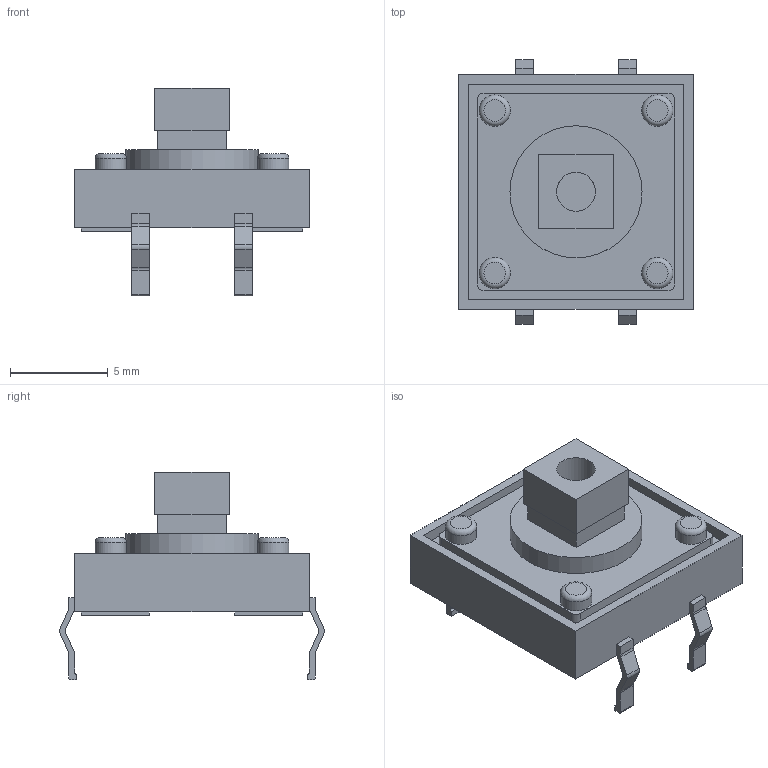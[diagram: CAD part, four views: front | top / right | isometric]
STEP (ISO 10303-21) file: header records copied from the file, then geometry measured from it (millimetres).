
FILE_DESCRIPTION(/* description */ (''),/* implementation_level */ '2;1');
FILE_NAME(/* name */ 'tactil_btn_sq v4.step',/* time_stamp */ '2019-06-06T17:41:26+02:00',/* author */ (''),/* organization */ (''),/* preprocessor_version */ 'ST-DEVELOPER v18',/* originating_system */ 'Autodesk Translation Framework v8.2.0.1029',/* authorisation */ '');
FILE_SCHEMA (('AUTOMOTIVE_DESIGN { 1 0 10303 214 3 1 1 }'));
Length unit declared in the file: millimetre
Products named in the file (1): tactil_btn_sq
Bounding box: 12 x 13.54 x 10.63 mm (x, y, z)
Volume: 506.6 mm3; surface area: 797.9 mm2
Topology: 6 solids, 6 shells, 164 faces, 421 edges, 282 vertices
Faces by surface type: plane 113, cylinder 47, torus 4
Full cylindrical faces by diameter (mm): 1.6 x8, 2 x1, 6.75 x2
Entity records: 5049 total; most frequent: CARTESIAN_POINT 868, DIRECTION 861, ORIENTED_EDGE 842, EDGE_CURVE 421, LINE 311, VECTOR 311, VERTEX_POINT 282, AXIS2_PLACEMENT_3D 275
